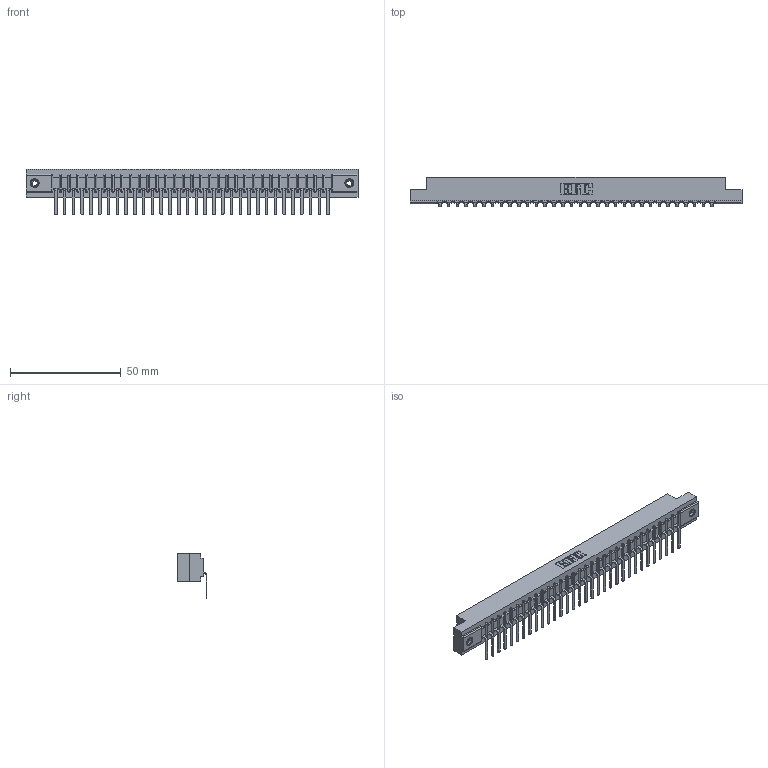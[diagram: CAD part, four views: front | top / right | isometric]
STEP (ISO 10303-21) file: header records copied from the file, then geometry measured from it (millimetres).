
FILE_DESCRIPTION (( 'STEP AP203' ), '1' );
FILE_NAME ('357-032-457-108.STEP', '2020-10-02T06:28:49', ( '' ), ( '' ), 'SwSTEP 2.0', 'SolidWorks 2020', '' );
FILE_SCHEMA (( 'CONFIG_CONTROL_DESIGN' ));
Length unit declared in the file: inch
Products named in the file (4): 307-290-002_557; 307 Part_.156 Dia Mounting Holes; 345-250-001_345-250-003-102; 357-032-457-108
Assembly tree (35 placements, depth 2):
  357-032-457-108
    307 Part_.156 Dia Mounting Holes
    307-290-002_557  x32
    345-250-001_345-250-003-102  x2
Bounding box: 149.81 x 13.32 x 20.66 mm (x, y, z)
Volume: 16036.8 mm3; surface area: 20525.9 mm2
Topology: 35 solids, 35 shells, 2707 faces, 8267 edges, 5414 vertices
Faces by surface type: plane 1606, cylinder 1019, sphere 66, cone 12, torus 4
Entity records: 30705 total; most frequent: CARTESIAN_POINT 5159, ORIENTED_EDGE 5142, DIRECTION 5027, EDGE_CURVE 2571, VECTOR 1963, LINE 1963, VERTEX_POINT 1664, AXIS2_PLACEMENT_3D 1532
